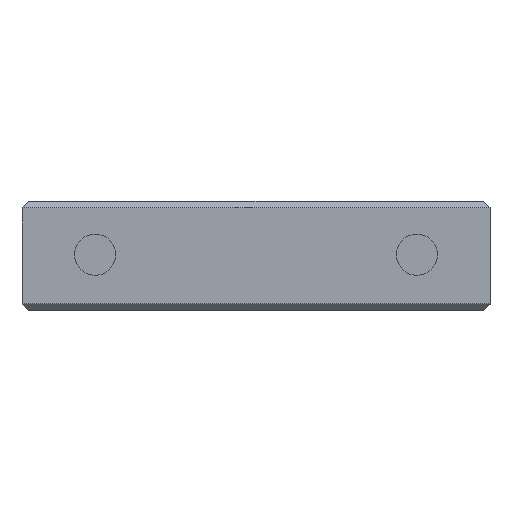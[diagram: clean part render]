
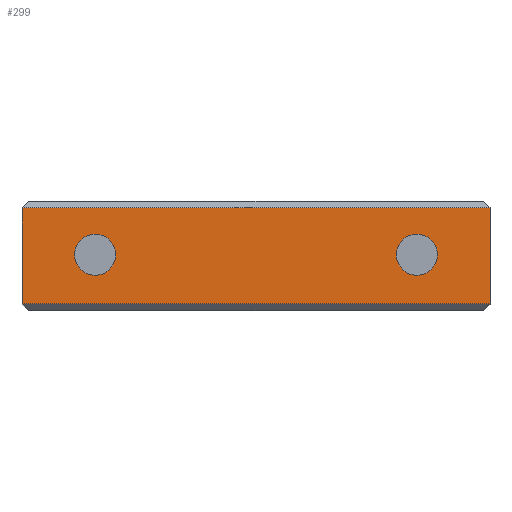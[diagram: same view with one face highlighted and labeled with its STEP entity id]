
A CAD part, top view. The second image highlights one B-rep face of the part: STEP entity #299.
In plain terms, the highlighted planar face has unit normal (0, 0, 1).
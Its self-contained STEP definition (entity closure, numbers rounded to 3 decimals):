
#24=CIRCLE('',#335,7.5);
#25=CIRCLE('',#336,7.5);
#36=ORIENTED_EDGE('',*,*,#108,.F.);
#37=ORIENTED_EDGE('',*,*,#109,.F.);
#38=ORIENTED_EDGE('',*,*,#106,.F.);
#39=ORIENTED_EDGE('',*,*,#110,.T.);
#40=ORIENTED_EDGE('',*,*,#111,.T.);
#41=ORIENTED_EDGE('',*,*,#112,.T.);
#106=EDGE_CURVE('',#142,#143,#166,.T.);
#108=EDGE_CURVE('',#144,#144,#24,.T.);
#109=EDGE_CURVE('',#145,#145,#25,.T.);
#110=EDGE_CURVE('',#142,#146,#168,.T.);
#111=EDGE_CURVE('',#146,#147,#169,.T.);
#112=EDGE_CURVE('',#147,#143,#170,.T.);
#142=VERTEX_POINT('',#459);
#143=VERTEX_POINT('',#461);
#144=VERTEX_POINT('',#465);
#145=VERTEX_POINT('',#467);
#146=VERTEX_POINT('',#469);
#147=VERTEX_POINT('',#471);
#166=LINE('',#460,#194);
#168=LINE('',#468,#196);
#169=LINE('',#470,#197);
#170=LINE('',#472,#198);
#194=VECTOR('',#369,1000.);
#196=VECTOR('',#377,1000.);
#197=VECTOR('',#378,1000.);
#198=VECTOR('',#379,1000.);
#221=EDGE_LOOP('',(#36));
#222=EDGE_LOOP('',(#37));
#223=EDGE_LOOP('',(#38,#39,#40,#41));
#251=FACE_BOUND('',#221,.T.);
#252=FACE_BOUND('',#222,.T.);
#253=FACE_BOUND('',#223,.T.);
#281=PLANE('',#334);
#299=ADVANCED_FACE('',(#251,#252,#253),#281,.T.);
#334=AXIS2_PLACEMENT_3D('',#463,#371,#372);
#335=AXIS2_PLACEMENT_3D('',#464,#373,#374);
#336=AXIS2_PLACEMENT_3D('',#466,#375,#376);
#369=DIRECTION('',(0.,-1.,0.));
#371=DIRECTION('',(0.,0.,1.));
#372=DIRECTION('',(1.,0.,0.));
#373=DIRECTION('',(0.,0.,1.));
#374=DIRECTION('',(1.,0.,0.));
#375=DIRECTION('',(0.,0.,1.));
#376=DIRECTION('',(1.,0.,0.));
#377=DIRECTION('',(-1.,0.,0.));
#378=DIRECTION('',(0.,-1.,0.));
#379=DIRECTION('',(1.,0.,0.));
#459=CARTESIAN_POINT('',(171.,75.,96.));
#460=CARTESIAN_POINT('',(171.,80.,96.));
#461=CARTESIAN_POINT('',(171.,5.,96.));
#463=CARTESIAN_POINT('',(171.,80.,96.));
#464=CARTESIAN_POINT('',(117.5,40.,96.));
#465=CARTESIAN_POINT('',(125.,40.,96.));
#466=CARTESIAN_POINT('',(-117.5,40.,96.));
#467=CARTESIAN_POINT('',(-110.,40.,96.));
#468=CARTESIAN_POINT('',(-171.,75.,96.));
#469=CARTESIAN_POINT('',(-171.,75.,96.));
#470=CARTESIAN_POINT('',(-171.,80.,96.));
#471=CARTESIAN_POINT('',(-171.,5.,96.));
#472=CARTESIAN_POINT('',(171.,5.,96.));
